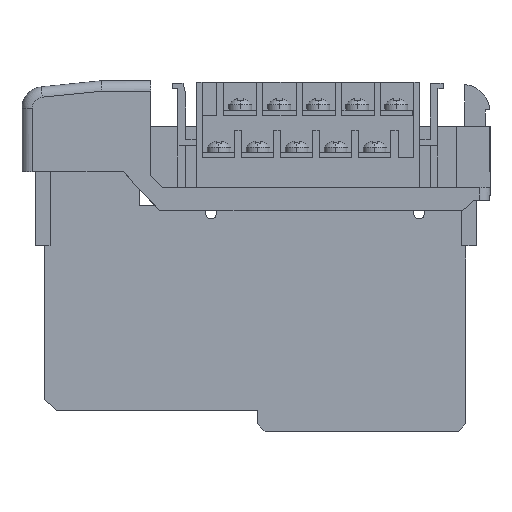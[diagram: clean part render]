
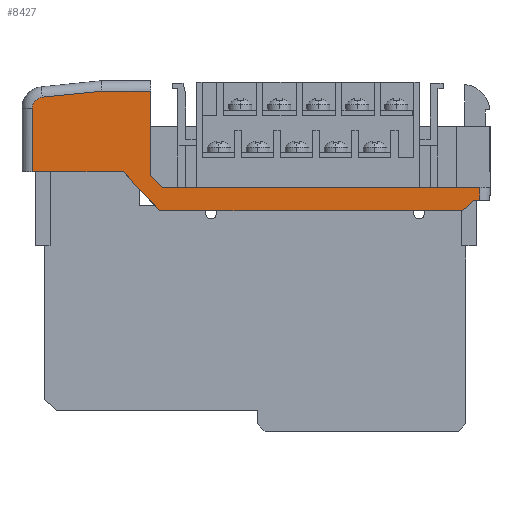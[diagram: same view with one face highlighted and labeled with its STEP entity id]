
A CAD part, left-side view. The second image highlights one B-rep face of the part: STEP entity #8427.
In plain terms, the highlighted planar face has unit normal (-1, 0, 0).
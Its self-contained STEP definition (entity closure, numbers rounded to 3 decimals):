
#7926 = EDGE_CURVE ( 'NONE', #7928, #7931, #26520, .T. ) ;
#7928 = VERTEX_POINT ( 'NONE', #26516 ) ;
#7931 = VERTEX_POINT ( 'NONE', #26514 ) ;
#8259 = EDGE_CURVE ( 'NONE', #8261, #8284, #26960, .T. ) ;
#8261 = VERTEX_POINT ( 'NONE', #27014 ) ;
#8282 = EDGE_CURVE ( 'NONE', #8284, #8307, #27072, .T. ) ;
#8284 = VERTEX_POINT ( 'NONE', #27068 ) ;
#8302 = VERTEX_POINT ( 'NONE', #27081 ) ;
#8305 = EDGE_CURVE ( 'NONE', #8307, #8302, #27080, .T. ) ;
#8307 = VERTEX_POINT ( 'NONE', #27076 ) ;
#8326 = EDGE_CURVE ( 'NONE', #8327, #8375, #27102, .T. ) ;
#8327 = VERTEX_POINT ( 'NONE', #27148 ) ;
#8374 = EDGE_CURVE ( 'NONE', #8375, #8261, #27173, .T. ) ;
#8375 = VERTEX_POINT ( 'NONE', #27169 ) ;
#8400 = ORIENTED_EDGE ( 'NONE', *, *, #7926, .T. ) ;
#8401 = ORIENTED_EDGE ( 'NONE', *, *, #8402, .T. ) ;
#8402 = EDGE_CURVE ( 'NONE', #7931, #8404, #27196, .T. ) ;
#8404 = VERTEX_POINT ( 'NONE', #27192 ) ;
#8405 = ORIENTED_EDGE ( 'NONE', *, *, #8406, .T. ) ;
#8406 = EDGE_CURVE ( 'NONE', #8404, #8407, #27191, .T. ) ;
#8407 = VERTEX_POINT ( 'NONE', #27186 ) ;
#8409 = ORIENTED_EDGE ( 'NONE', *, *, #8410, .T. ) ;
#8410 = EDGE_CURVE ( 'NONE', #8407, #8327, #27185, .T. ) ;
#8412 = ORIENTED_EDGE ( 'NONE', *, *, #8326, .T. ) ;
#8413 = ORIENTED_EDGE ( 'NONE', *, *, #8374, .T. ) ;
#8415 = ORIENTED_EDGE ( 'NONE', *, *, #8259, .T. ) ;
#8427 = ADVANCED_FACE ( 'NONE', ( #27223 ), #27208, .F. ) ;
#8429 = ORIENTED_EDGE ( 'NONE', *, *, #8431, .T. ) ;
#8431 = EDGE_CURVE ( 'NONE', #8302, #8434, #27263, .T. ) ;
#8434 = VERTEX_POINT ( 'NONE', #27259 ) ;
#8436 = ORIENTED_EDGE ( 'NONE', *, *, #8437, .F. ) ;
#8437 = EDGE_CURVE ( 'NONE', #8438, #8434, #27258, .T. ) ;
#8438 = VERTEX_POINT ( 'NONE', #27254 ) ;
#8440 = ORIENTED_EDGE ( 'NONE', *, *, #8442, .F. ) ;
#8442 = EDGE_CURVE ( 'NONE', #8445, #8438, #27253, .T. ) ;
#8445 = VERTEX_POINT ( 'NONE', #27249 ) ;
#8446 = ORIENTED_EDGE ( 'NONE', *, *, #8447, .F. ) ;
#8447 = EDGE_CURVE ( 'NONE', #7928, #8445, #27248, .T. ) ;
#8468 = EDGE_LOOP ( 'NONE', ( #8429, #8436, #8440, #8446, #8400, #8401, #8405, #8409, #8412, #8413, #8415, #8508, #8509 ) ) ;
#8508 = ORIENTED_EDGE ( 'NONE', *, *, #8282, .T. ) ;
#8509 = ORIENTED_EDGE ( 'NONE', *, *, #8305, .T. ) ;
#26514 = CARTESIAN_POINT ( 'NONE',  ( 0.5, 34.17, 3.114 ) ) ;
#26516 = CARTESIAN_POINT ( 'NONE',  ( 0.5, 24.723, 3.114 ) ) ;
#26517 = DIRECTION ( 'NONE',  ( 0., 1., 0. ) ) ;
#26518 = VECTOR ( 'NONE', #26517, 1000. ) ;
#26519 = CARTESIAN_POINT ( 'NONE',  ( 0.5, 34.27, 3.114 ) ) ;
#26520 = LINE ( 'NONE', #26519, #26518 ) ;
#26957 = DIRECTION ( 'NONE',  ( 0., -1., 0. ) ) ;
#26958 = VECTOR ( 'NONE', #26957, 1000. ) ;
#26959 = CARTESIAN_POINT ( 'NONE',  ( 0.5, 22.973, -19.886 ) ) ;
#26960 = LINE ( 'NONE', #26959, #26958 ) ;
#27014 = CARTESIAN_POINT ( 'NONE',  ( 0.5, 22.973, -19.886 ) ) ;
#27068 = CARTESIAN_POINT ( 'NONE',  ( 0.5, -35.258, -19.886 ) ) ;
#27069 = DIRECTION ( 'NONE',  ( 0., -0.731, 0.682 ) ) ;
#27070 = VECTOR ( 'NONE', #27069, 1000. ) ;
#27071 = CARTESIAN_POINT ( 'NONE',  ( 0.5, -35.258, -19.886 ) ) ;
#27072 = LINE ( 'NONE', #27071, #27070 ) ;
#27076 = CARTESIAN_POINT ( 'NONE',  ( 0.5, -37.408, -17.879 ) ) ;
#27077 = DIRECTION ( 'NONE',  ( 0., -1., 0. ) ) ;
#27078 = VECTOR ( 'NONE', #27077, 1000. ) ;
#27079 = CARTESIAN_POINT ( 'NONE',  ( 0.5, -37.408, -17.879 ) ) ;
#27080 = LINE ( 'NONE', #27079, #27078 ) ;
#27081 = CARTESIAN_POINT ( 'NONE',  ( 0.5, -38.527, -17.879 ) ) ;
#27099 = DIRECTION ( 'NONE',  ( 0., -1., 0. ) ) ;
#27100 = VECTOR ( 'NONE', #27099, 1000. ) ;
#27101 = CARTESIAN_POINT ( 'NONE',  ( 0.5, 29.973, -12.386 ) ) ;
#27102 = LINE ( 'NONE', #27101, #27100 ) ;
#27148 = CARTESIAN_POINT ( 'NONE',  ( 0.5, 47.473, -12.386 ) ) ;
#27169 = CARTESIAN_POINT ( 'NONE',  ( 0.5, 29.973, -12.386 ) ) ;
#27170 = DIRECTION ( 'NONE',  ( 0., -0.682, -0.731 ) ) ;
#27171 = VECTOR ( 'NONE', #27170, 1000. ) ;
#27172 = CARTESIAN_POINT ( 'NONE',  ( 0.5, 22.973, -19.886 ) ) ;
#27173 = LINE ( 'NONE', #27172, #27171 ) ;
#27183 = VECTOR ( 'NONE', #27234, 1000. ) ;
#27184 = CARTESIAN_POINT ( 'NONE',  ( 0.5, 47.473, -12.386 ) ) ;
#27185 = LINE ( 'NONE', #27184, #27183 ) ;
#27186 = CARTESIAN_POINT ( 'NONE',  ( 0.5, 47.473, -0.213 ) ) ;
#27187 = DIRECTION ( 'NONE',  ( 0., 0., -1. ) ) ;
#27188 = DIRECTION ( 'NONE',  ( -1., 0., 0. ) ) ;
#27189 = CARTESIAN_POINT ( 'NONE',  ( 0.5, 45.358, -0.133 ) ) ;
#27190 = AXIS2_PLACEMENT_3D ( 'NONE', #27189, #27188, #27187 ) ;
#27191 = CIRCLE ( 'NONE', #27190, 2.116 ) ;
#27192 = CARTESIAN_POINT ( 'NONE',  ( 0.5, 45.569, 1.973 ) ) ;
#27193 = DIRECTION ( 'NONE',  ( 0., 0.995, -0.1 ) ) ;
#27194 = VECTOR ( 'NONE', #27193, 1000. ) ;
#27195 = CARTESIAN_POINT ( 'NONE',  ( 0.5, 45.569, 1.973 ) ) ;
#27196 = LINE ( 'NONE', #27195, #27194 ) ;
#27208 = PLANE ( 'NONE',  #27267 ) ;
#27223 = FACE_OUTER_BOUND ( 'NONE', #8468, .T. ) ;
#27234 = DIRECTION ( 'NONE',  ( 0., 0., -1. ) ) ;
#27245 = DIRECTION ( 'NONE',  ( 0., 0., -1. ) ) ;
#27246 = VECTOR ( 'NONE', #27245, 1000. ) ;
#27247 = CARTESIAN_POINT ( 'NONE',  ( 0.5, 24.723, 4.364 ) ) ;
#27248 = LINE ( 'NONE', #27247, #27246 ) ;
#27249 = CARTESIAN_POINT ( 'NONE',  ( 0.5, 24.723, -13.054 ) ) ;
#27250 = DIRECTION ( 'NONE',  ( 0., -0.685, -0.729 ) ) ;
#27251 = VECTOR ( 'NONE', #27250, 1000. ) ;
#27252 = CARTESIAN_POINT ( 'NONE',  ( 0.5, 22.532, -15.386 ) ) ;
#27253 = LINE ( 'NONE', #27252, #27251 ) ;
#27254 = CARTESIAN_POINT ( 'NONE',  ( 0.5, 22.532, -15.386 ) ) ;
#27255 = DIRECTION ( 'NONE',  ( 0., -1., 0. ) ) ;
#27256 = VECTOR ( 'NONE', #27255, 1000. ) ;
#27257 = CARTESIAN_POINT ( 'NONE',  ( 0.5, 22.532, -15.386 ) ) ;
#27258 = LINE ( 'NONE', #27257, #27256 ) ;
#27259 = CARTESIAN_POINT ( 'NONE',  ( 0.5, -38.527, -15.386 ) ) ;
#27260 = DIRECTION ( 'NONE',  ( 0., 0., 1. ) ) ;
#27261 = VECTOR ( 'NONE', #27260, 1000. ) ;
#27262 = CARTESIAN_POINT ( 'NONE',  ( 0.5, -38.527, -0.463 ) ) ;
#27263 = LINE ( 'NONE', #27262, #27261 ) ;
#27264 = DIRECTION ( 'NONE',  ( 0., 0., -1. ) ) ;
#27265 = DIRECTION ( 'NONE',  ( 1., 0., 0. ) ) ;
#27266 = CARTESIAN_POINT ( 'NONE',  ( 0.5, -35.258, -0.876 ) ) ;
#27267 = AXIS2_PLACEMENT_3D ( 'NONE', #27266, #27265, #27264 ) ;
